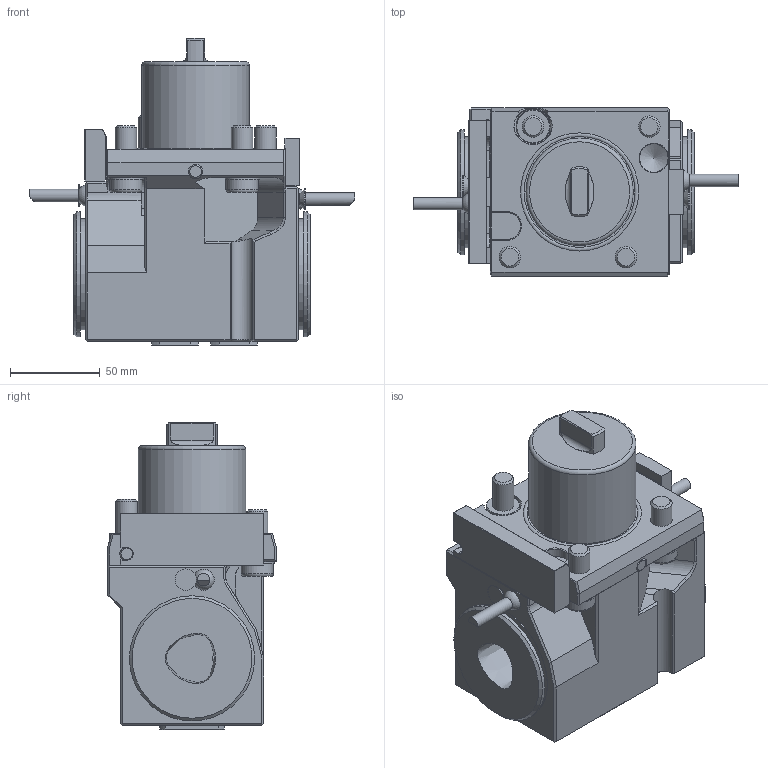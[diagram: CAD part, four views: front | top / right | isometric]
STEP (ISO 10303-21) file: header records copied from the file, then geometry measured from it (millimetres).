
FILE_DESCRIPTION(/* description */ (''),/* implementation_level */ '2;1');
FILE_NAME(/* name */ '1619187139101.stp',/* time_stamp */ '2021-04-23T16:12:25+02:00',/* author */ (''),/* organization */ ('SMS'),/* preprocessor_version */ 'ST-DEVELOPER v16.7',/* originating_system */ 'SIEMENS PLM Software NX 12.0',/* authorisation */ '');
FILE_SCHEMA (('AUTOMOTIVE_DESIGN { 1 0 10303 214 3 1 1 1 }'));
Length unit declared in the file: millimetre
Products named in the file (1): 203503601mod000_00
Bounding box: 181.62 x 93.91 x 171.73 mm (x, y, z)
Volume: 1176218.4 mm3; surface area: 101418.3 mm2
Topology: 1 solids, 2 shells, 411 faces, 1005 edges, 631 vertices
Faces by surface type: plane 268, cylinder 76, cone 42, bspline 15, torus 7, sphere 3
Full cylindrical faces by diameter (mm): 2.5 x2, 5.994 x3, 6.993 x2, 7.529 x1, 7.992 x2, 8.002 x1, 11.988 x6, 12 x2, 15.984 x1, 17.982 x3, 18 x1, 18.8 x1, 18.981 x2, 19 x2, 19.98 x1, 59.94 x1, 61.938 x2, 67.932 x2, 69.93 x2
Entity records: 18667 total; most frequent: CARTESIAN_POINT 9585, ORIENTED_EDGE 1794, DIRECTION 1788, EDGE_CURVE 897, AXIS2_PLACEMENT_3D 607, VERTEX_POINT 590, LINE 574, VECTOR 574
